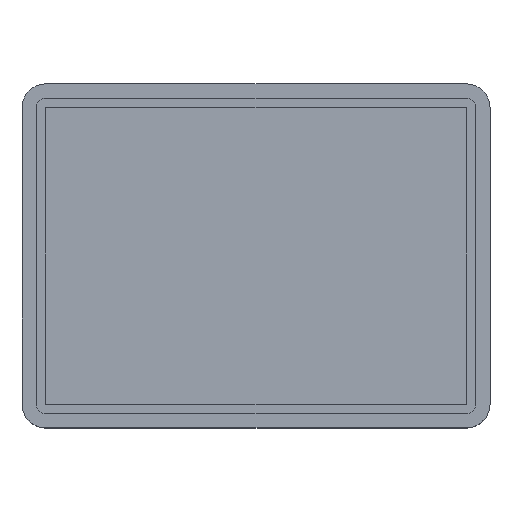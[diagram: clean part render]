
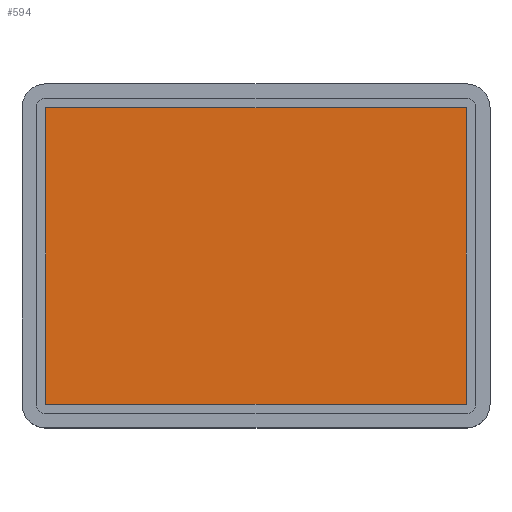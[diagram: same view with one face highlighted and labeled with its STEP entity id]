
A CAD part, top view. The second image highlights one B-rep face of the part: STEP entity #594.
In plain terms, the highlighted planar face has unit normal (0, 0, 1).
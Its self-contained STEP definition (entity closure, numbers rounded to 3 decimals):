
#27=CIRCLE('',#636,2.);
#33=CIRCLE('',#648,2.);
#36=CIRCLE('',#657,2.);
#37=CIRCLE('',#658,2.);
#76=FACE_OUTER_BOUND('',#111,.T.);
#111=EDGE_LOOP('',(#475,#476,#477,#478,#479,#480,#481,#482));
#153=LINE('',#932,#213);
#161=LINE('',#959,#221);
#166=LINE('',#976,#226);
#167=LINE('',#979,#227);
#213=VECTOR('',#744,10.);
#221=VECTOR('',#774,10.);
#226=VECTOR('',#793,10.);
#227=VECTOR('',#796,10.);
#265=VERTEX_POINT('',#910);
#266=VERTEX_POINT('',#912);
#272=VERTEX_POINT('',#930);
#278=VERTEX_POINT('',#948);
#280=VERTEX_POINT('',#957);
#284=VERTEX_POINT('',#973);
#285=VERTEX_POINT('',#974);
#286=VERTEX_POINT('',#977);
#325=EDGE_CURVE('',#265,#266,#27,.T.);
#335=EDGE_CURVE('',#272,#265,#153,.T.);
#344=EDGE_CURVE('',#278,#272,#33,.T.);
#349=EDGE_CURVE('',#280,#278,#161,.T.);
#356=EDGE_CURVE('',#284,#285,#36,.T.);
#357=EDGE_CURVE('',#266,#284,#166,.T.);
#358=EDGE_CURVE('',#286,#280,#37,.T.);
#359=EDGE_CURVE('',#285,#286,#167,.T.);
#475=ORIENTED_EDGE('',*,*,#356,.F.);
#476=ORIENTED_EDGE('',*,*,#357,.F.);
#477=ORIENTED_EDGE('',*,*,#325,.F.);
#478=ORIENTED_EDGE('',*,*,#335,.F.);
#479=ORIENTED_EDGE('',*,*,#344,.F.);
#480=ORIENTED_EDGE('',*,*,#349,.F.);
#481=ORIENTED_EDGE('',*,*,#358,.F.);
#482=ORIENTED_EDGE('',*,*,#359,.F.);
#567=PLANE('',#656);
#594=ADVANCED_FACE('',(#76),#567,.T.);
#636=AXIS2_PLACEMENT_3D('',#913,#727,#728);
#648=AXIS2_PLACEMENT_3D('',#950,#764,#765);
#656=AXIS2_PLACEMENT_3D('',#972,#789,#790);
#657=AXIS2_PLACEMENT_3D('',#975,#791,#792);
#658=AXIS2_PLACEMENT_3D('',#978,#794,#795);
#727=DIRECTION('center_axis',(0.,0.,-1.));
#728=DIRECTION('ref_axis',(0.,1.,0.));
#744=DIRECTION('',(0.,1.,0.));
#764=DIRECTION('center_axis',(0.,0.,-1.));
#765=DIRECTION('ref_axis',(-1.,0.,0.));
#774=DIRECTION('',(-1.,0.,0.));
#789=DIRECTION('center_axis',(0.,0.,1.));
#790=DIRECTION('ref_axis',(1.,0.,0.));
#791=DIRECTION('center_axis',(0.,0.,-1.));
#792=DIRECTION('ref_axis',(1.,0.,0.));
#793=DIRECTION('',(1.,0.,0.));
#794=DIRECTION('center_axis',(0.,0.,-1.));
#795=DIRECTION('ref_axis',(0.,-1.,0.));
#796=DIRECTION('',(0.,-1.,0.));
#910=CARTESIAN_POINT('',(-46.13,31.125,2.));
#912=CARTESIAN_POINT('',(-44.13,33.125,2.));
#913=CARTESIAN_POINT('Origin',(-44.13,31.125,2.));
#930=CARTESIAN_POINT('',(-46.13,-31.125,2.));
#932=CARTESIAN_POINT('',(-46.13,-15.563,2.));
#948=CARTESIAN_POINT('',(-44.13,-33.125,2.));
#950=CARTESIAN_POINT('Origin',(-44.13,-31.125,2.));
#957=CARTESIAN_POINT('',(44.13,-33.125,2.));
#959=CARTESIAN_POINT('',(22.065,-33.125,2.));
#972=CARTESIAN_POINT('Origin',(0.,0.,
2.));
#973=CARTESIAN_POINT('',(44.13,33.125,2.));
#974=CARTESIAN_POINT('',(46.13,31.125,2.));
#975=CARTESIAN_POINT('Origin',(44.13,31.125,2.));
#976=CARTESIAN_POINT('',(-22.065,33.125,2.));
#977=CARTESIAN_POINT('',(46.13,-31.125,2.));
#978=CARTESIAN_POINT('Origin',(44.13,-31.125,2.));
#979=CARTESIAN_POINT('',(46.13,15.563,2.));
